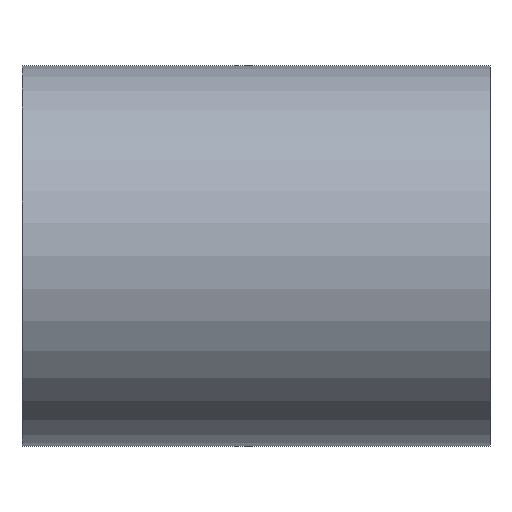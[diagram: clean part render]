
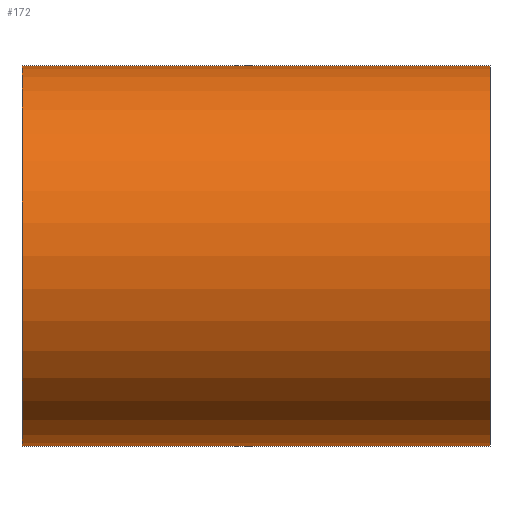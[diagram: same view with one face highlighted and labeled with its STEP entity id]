
A CAD part, top view. The second image highlights one B-rep face of the part: STEP entity #172.
In plain terms, the highlighted cylindrical face has radius 6.5 mm (diameter 13 mm), a partial arc.
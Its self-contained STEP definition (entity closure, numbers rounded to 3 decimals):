
#12 = ORIENTED_EDGE ( 'NONE', *, *, #584, .T. ) ;
#27 = AXIS2_PLACEMENT_3D ( 'NONE', #140, #83, #88 ) ;
#46 = DIRECTION ( 'NONE',  ( 1., 0., 0. ) ) ;
#77 = LINE ( 'NONE', #547, #483 ) ;
#80 = CARTESIAN_POINT ( 'NONE',  ( 0., -6.5, 0. ) ) ;
#83 = DIRECTION ( 'NONE',  ( 1., 0., 0. ) ) ;
#88 = DIRECTION ( 'NONE',  ( 0., 1., 0. ) ) ;
#92 = DIRECTION ( 'NONE',  ( 0., 1., 0. ) ) ;
#116 = VERTEX_POINT ( 'NONE', #150 ) ;
#126 = DIRECTION ( 'NONE',  ( 1., 0., 0. ) ) ;
#140 = CARTESIAN_POINT ( 'NONE',  ( 0., 0., 0. ) ) ;
#150 = CARTESIAN_POINT ( 'NONE',  ( 16., 6.5, 0. ) ) ;
#160 = DIRECTION ( 'NONE',  ( 0., 1., 0. ) ) ;
#164 = DIRECTION ( 'NONE',  ( 1., 0., 0. ) ) ;
#172 = ADVANCED_FACE ( 'NONE', ( #424 ), #299, .T. ) ;
#252 = CARTESIAN_POINT ( 'NONE',  ( 16., 0., 0. ) ) ;
#258 = AXIS2_PLACEMENT_3D ( 'NONE', #252, #500, #92 ) ;
#268 = CARTESIAN_POINT ( 'NONE',  ( 0., 0., 0. ) ) ;
#290 = EDGE_LOOP ( 'NONE', ( #404, #12, #343, #595 ) ) ;
#299 = CYLINDRICAL_SURFACE ( 'NONE', #564, 6.5 ) ;
#336 = VERTEX_POINT ( 'NONE', #80 ) ;
#338 = CARTESIAN_POINT ( 'NONE',  ( 16., -6.5, 0. ) ) ;
#343 = ORIENTED_EDGE ( 'NONE', *, *, #609, .F. ) ;
#348 = LINE ( 'NONE', #635, #362 ) ;
#352 = EDGE_CURVE ( 'NONE', #431, #116, #348, .T. ) ;
#362 = VECTOR ( 'NONE', #126, 1000. ) ;
#404 = ORIENTED_EDGE ( 'NONE', *, *, #465, .T. ) ;
#420 = CIRCLE ( 'NONE', #258, 6.5 ) ;
#424 = FACE_OUTER_BOUND ( 'NONE', #290, .T. ) ;
#431 = VERTEX_POINT ( 'NONE', #531 ) ;
#465 = EDGE_CURVE ( 'NONE', #431, #336, #520, .T. ) ;
#483 = VECTOR ( 'NONE', #46, 1000. ) ;
#500 = DIRECTION ( 'NONE',  ( 1., 0., 0. ) ) ;
#513 = VERTEX_POINT ( 'NONE', #338 ) ;
#520 = CIRCLE ( 'NONE', #27, 6.5 ) ;
#531 = CARTESIAN_POINT ( 'NONE',  ( 0., 6.5, 0. ) ) ;
#547 = CARTESIAN_POINT ( 'NONE',  ( 0., -6.5, 0. ) ) ;
#564 = AXIS2_PLACEMENT_3D ( 'NONE', #268, #164, #160 ) ;
#584 = EDGE_CURVE ( 'NONE', #336, #513, #77, .T. ) ;
#595 = ORIENTED_EDGE ( 'NONE', *, *, #352, .F. ) ;
#609 = EDGE_CURVE ( 'NONE', #116, #513, #420, .T. ) ;
#635 = CARTESIAN_POINT ( 'NONE',  ( 0., 6.5, 0. ) ) ;
